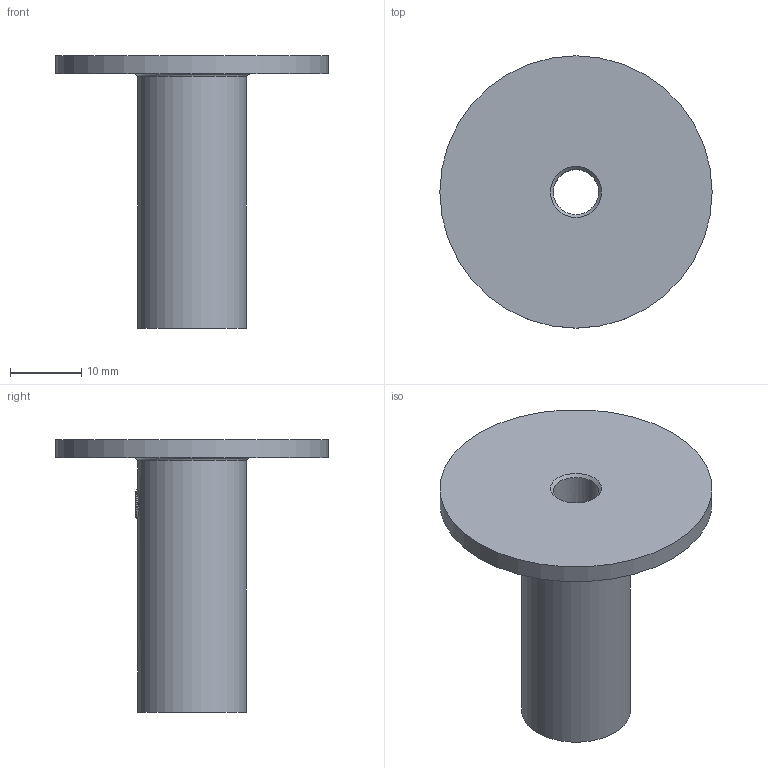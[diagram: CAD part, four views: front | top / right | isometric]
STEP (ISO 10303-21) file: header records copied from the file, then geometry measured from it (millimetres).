
FILE_DESCRIPTION(/* description */ ('4 - Pellon Mount'),/* implementation_level */ '2;1');
FILE_NAME(/* name */ '4 - Pellon Mount Assembly.stp',/* time_stamp */ '2016-02-08T11:03:47-06:00',/* author */ ('maxwellm'),/* organization */ (''),/* preprocessor_version */ 'ST-DEVELOPER v15.2',/* originating_system */ 'Autodesk Inventor 2014',/* authorisation */ '');
FILE_SCHEMA (('AUTOMOTIVE_DESIGN { 1 0 10303 214 3 1 1 }'));
Length unit declared in the file: inch
Products named in the file (3): 4 - Pellon Mount; 90251A235; 4 - Pellon Mount Assembly
Bounding box: 38.1 x 38.1 x 38.1 mm (x, y, z)
Volume: 8176.2 mm3; surface area: 5153 mm2
Topology: 3 solids, 3 shells, 66 faces, 174 edges, 114 vertices
Faces by surface type: bspline 19, cylinder 18, plane 16, cone 12, torus 1
Full cylindrical faces by diameter (mm): 3.683 x1, 6.35 x1, 15.24 x1, 38.1 x1
Entity records: 5522 total; most frequent: CARTESIAN_POINT 4198, ORIENTED_EDGE 320, DIRECTION 181, EDGE_CURVE 160, VERTEX_POINT 110, EDGE_LOOP 80, AXIS2_PLACEMENT_3D 80, ADVANCED_FACE 66
